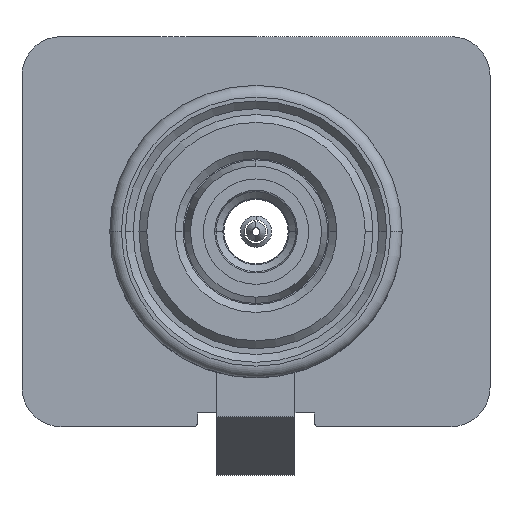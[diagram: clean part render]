
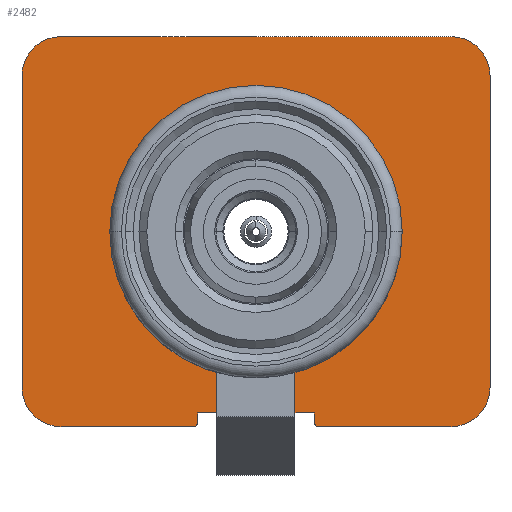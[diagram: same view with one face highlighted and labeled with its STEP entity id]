
A CAD part, left-side view. The second image highlights one B-rep face of the part: STEP entity #2482.
In plain terms, the highlighted planar face has unit normal (-1, 0, 0).
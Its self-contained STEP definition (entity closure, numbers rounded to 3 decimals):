
#1327=CARTESIAN_POINT('',(-5.,0.,0.));
#1328=DIRECTION('',(1.,0.,0.));
#1329=DIRECTION('',(0.,-1.,0.));
#1330=AXIS2_PLACEMENT_3D('',#1327,#1328,#1329);
#1345=CARTESIAN_POINT('',(-5.,0.,0.));
#1346=DIRECTION('',(1.,0.,0.));
#1347=DIRECTION('',(0.,0.267,-0.964));
#1348=AXIS2_PLACEMENT_3D('',#1345,#1346,#1347);
#1400=DIRECTION('',(0.,0.,-1.));
#1401=VECTOR('',#1400,1.036);
#1402=CARTESIAN_POINT('',(-5.,1.,-3.614));
#1403=LINE('',#1402,#1401);
#1416=DIRECTION('',(0.,0.,-1.));
#1417=VECTOR('',#1416,1.036);
#1418=CARTESIAN_POINT('',(-5.,-1.,-3.614));
#1419=LINE('',#1418,#1417);
#1542=DIRECTION('',(0.,1.,0.));
#1543=VECTOR('',#1542,0.5);
#1544=CARTESIAN_POINT('',(-5.,1.,-4.65));
#1545=LINE('',#1544,#1543);
#1546=DIRECTION('',(0.,0.,-1.));
#1547=VECTOR('',#1546,0.25);
#1548=CARTESIAN_POINT('',(-5.,1.5,-4.65));
#1549=LINE('',#1548,#1547);
#1550=CARTESIAN_POINT('',(-5.,1.6,-4.9));
#1551=DIRECTION('',(1.,0.,0.));
#1552=DIRECTION('',(0.,-1.,0.));
#1553=AXIS2_PLACEMENT_3D('',#1550,#1551,#1552);
#1555=DIRECTION('',(0.,1.,0.));
#1556=VECTOR('',#1555,3.4);
#1557=CARTESIAN_POINT('',(-5.,1.6,-5.));
#1558=LINE('',#1557,#1556);
#1559=CARTESIAN_POINT('',(-5.,5.,-4.));
#1560=DIRECTION('',(1.,0.,0.));
#1561=DIRECTION('',(0.,0.,-1.));
#1562=AXIS2_PLACEMENT_3D('',#1559,#1560,#1561);
#1564=DIRECTION('',(0.,0.,1.));
#1565=VECTOR('',#1564,8.);
#1566=CARTESIAN_POINT('',(-5.,6.,-4.));
#1567=LINE('',#1566,#1565);
#1568=CARTESIAN_POINT('',(-5.,5.,4.));
#1569=DIRECTION('',(1.,0.,0.));
#1570=DIRECTION('',(0.,1.,0.));
#1571=AXIS2_PLACEMENT_3D('',#1568,#1569,#1570);
#1573=DIRECTION('',(0.,-1.,0.));
#1574=VECTOR('',#1573,10.);
#1575=CARTESIAN_POINT('',(-5.,5.,5.));
#1576=LINE('',#1575,#1574);
#1577=CARTESIAN_POINT('',(-5.,-5.,4.));
#1578=DIRECTION('',(1.,0.,0.));
#1579=DIRECTION('',(0.,0.,1.));
#1580=AXIS2_PLACEMENT_3D('',#1577,#1578,#1579);
#1582=DIRECTION('',(0.,0.,-1.));
#1583=VECTOR('',#1582,8.);
#1584=CARTESIAN_POINT('',(-5.,-6.,4.));
#1585=LINE('',#1584,#1583);
#1586=CARTESIAN_POINT('',(-5.,-5.,-4.));
#1587=DIRECTION('',(1.,0.,0.));
#1588=DIRECTION('',(0.,-1.,0.));
#1589=AXIS2_PLACEMENT_3D('',#1586,#1587,#1588);
#1591=DIRECTION('',(0.,1.,0.));
#1592=VECTOR('',#1591,3.4);
#1593=CARTESIAN_POINT('',(-5.,-5.,-5.));
#1594=LINE('',#1593,#1592);
#1595=CARTESIAN_POINT('',(-5.,-1.6,-4.9));
#1596=DIRECTION('',(1.,0.,0.));
#1597=DIRECTION('',(0.,0.,-1.));
#1598=AXIS2_PLACEMENT_3D('',#1595,#1596,#1597);
#1600=DIRECTION('',(0.,0.,1.));
#1601=VECTOR('',#1600,0.25);
#1602=CARTESIAN_POINT('',(-5.,-1.5,-4.9));
#1603=LINE('',#1602,#1601);
#1604=DIRECTION('',(0.,1.,0.));
#1605=VECTOR('',#1604,0.5);
#1606=CARTESIAN_POINT('',(-5.,-1.5,-4.65));
#1607=LINE('',#1606,#1605);
#1656=CARTESIAN_POINT('',(-5.,0.,0.));
#1657=DIRECTION('',(1.,0.,0.));
#1658=DIRECTION('',(0.,1.,0.));
#1659=AXIS2_PLACEMENT_3D('',#1656,#1657,#1658);
#1948=CARTESIAN_POINT('',(-5.,5.,-5.));
#1949=CARTESIAN_POINT('',(-5.,6.,-4.));
#1950=VERTEX_POINT('',#1948);
#1951=VERTEX_POINT('',#1949);
#1952=CARTESIAN_POINT('',(-5.,6.,4.));
#1953=VERTEX_POINT('',#1952);
#1954=CARTESIAN_POINT('',(-5.,5.,5.));
#1955=VERTEX_POINT('',#1954);
#1956=CARTESIAN_POINT('',(-5.,-5.,5.));
#1957=VERTEX_POINT('',#1956);
#1958=CARTESIAN_POINT('',(-5.,-6.,4.));
#1959=VERTEX_POINT('',#1958);
#1960=CARTESIAN_POINT('',(-5.,-6.,-4.));
#1961=VERTEX_POINT('',#1960);
#1962=CARTESIAN_POINT('',(-5.,-5.,-5.));
#1963=VERTEX_POINT('',#1962);
#1964=CARTESIAN_POINT('',(-5.,-1.6,-5.));
#1965=VERTEX_POINT('',#1964);
#1966=CARTESIAN_POINT('',(-5.,-1.5,-4.9));
#1967=VERTEX_POINT('',#1966);
#1968=CARTESIAN_POINT('',(-5.,-1.5,-4.65));
#1969=VERTEX_POINT('',#1968);
#1970=CARTESIAN_POINT('',(-5.,1.5,-4.65));
#1971=CARTESIAN_POINT('',(-5.,1.5,-4.9));
#1972=VERTEX_POINT('',#1970);
#1973=VERTEX_POINT('',#1971);
#1974=CARTESIAN_POINT('',(-5.,1.6,-5.));
#1975=VERTEX_POINT('',#1974);
#1976=CARTESIAN_POINT('',(-5.,3.75,0.));
#1977=CARTESIAN_POINT('',(-5.,-3.75,0.));
#1978=VERTEX_POINT('',#1976);
#1979=VERTEX_POINT('',#1977);
#1980=CARTESIAN_POINT('',(-5.,-1.,-3.614));
#1981=VERTEX_POINT('',#1980);
#1982=CARTESIAN_POINT('',(-5.,1.,-3.614));
#1983=VERTEX_POINT('',#1982);
#1984=CARTESIAN_POINT('',(-5.,1.,-4.65));
#1985=VERTEX_POINT('',#1984);
#1986=CARTESIAN_POINT('',(-5.,-1.,-4.65));
#1987=VERTEX_POINT('',#1986);
#2441=CARTESIAN_POINT('',(-5.,0.,0.));
#2442=DIRECTION('',(1.,0.,0.));
#2443=DIRECTION('',(0.,-1.,0.));
#2444=AXIS2_PLACEMENT_3D('',#2441,#2442,#2443);
#2445=PLANE('',#2444);
#2447=ORIENTED_EDGE('',*,*,#2446,.F.);
#2448=ORIENTED_EDGE('',*,*,#2262,.F.);
#2449=ORIENTED_EDGE('',*,*,#2314,.T.);
#2450=ORIENTED_EDGE('',*,*,#2349,.T.);
#2452=ORIENTED_EDGE('',*,*,#2451,.T.);
#2454=ORIENTED_EDGE('',*,*,#2453,.T.);
#2456=ORIENTED_EDGE('',*,*,#2455,.T.);
#2458=ORIENTED_EDGE('',*,*,#2457,.T.);
#2460=ORIENTED_EDGE('',*,*,#2459,.T.);
#2462=ORIENTED_EDGE('',*,*,#2461,.T.);
#2464=ORIENTED_EDGE('',*,*,#2463,.T.);
#2466=ORIENTED_EDGE('',*,*,#2465,.T.);
#2468=ORIENTED_EDGE('',*,*,#2467,.T.);
#2470=ORIENTED_EDGE('',*,*,#2469,.T.);
#2472=ORIENTED_EDGE('',*,*,#2471,.T.);
#2474=ORIENTED_EDGE('',*,*,#2473,.T.);
#2476=ORIENTED_EDGE('',*,*,#2475,.T.);
#2477=ORIENTED_EDGE('',*,*,#2355,.T.);
#2478=ORIENTED_EDGE('',*,*,#2335,.F.);
#2479=ORIENTED_EDGE('',*,*,#2254,.F.);
#2480=EDGE_LOOP('',(#2447,#2448,#2449,#2450,#2452,#2454,#2456,#2458,#2460,#2462,
#2464,#2466,#2468,#2470,#2472,#2474,#2476,#2477,#2478,#2479));
#2481=FACE_OUTER_BOUND('',#2480,.F.);
#1331=CIRCLE('',#1330,3.75);
#1349=CIRCLE('',#1348,3.75);
#1554=CIRCLE('',#1553,0.1);
#1563=CIRCLE('',#1562,1.);
#1572=CIRCLE('',#1571,1.);
#1581=CIRCLE('',#1580,1.);
#1590=CIRCLE('',#1589,1.);
#1599=CIRCLE('',#1598,0.1);
#1660=CIRCLE('',#1659,3.75);
#2254=EDGE_CURVE('',#1979,#1981,#1331,.T.);
#2262=EDGE_CURVE('',#1983,#1978,#1349,.T.);
#2314=EDGE_CURVE('',#1983,#1985,#1403,.T.);
#2335=EDGE_CURVE('',#1981,#1987,#1419,.T.);
#2349=EDGE_CURVE('',#1985,#1972,#1545,.T.);
#2355=EDGE_CURVE('',#1969,#1987,#1607,.T.);
#2446=EDGE_CURVE('',#1978,#1979,#1660,.T.);
#2451=EDGE_CURVE('',#1972,#1973,#1549,.T.);
#2453=EDGE_CURVE('',#1973,#1975,#1554,.T.);
#2455=EDGE_CURVE('',#1975,#1950,#1558,.T.);
#2457=EDGE_CURVE('',#1950,#1951,#1563,.T.);
#2459=EDGE_CURVE('',#1951,#1953,#1567,.T.);
#2461=EDGE_CURVE('',#1953,#1955,#1572,.T.);
#2463=EDGE_CURVE('',#1955,#1957,#1576,.T.);
#2465=EDGE_CURVE('',#1957,#1959,#1581,.T.);
#2467=EDGE_CURVE('',#1959,#1961,#1585,.T.);
#2469=EDGE_CURVE('',#1961,#1963,#1590,.T.);
#2471=EDGE_CURVE('',#1963,#1965,#1594,.T.);
#2473=EDGE_CURVE('',#1965,#1967,#1599,.T.);
#2475=EDGE_CURVE('',#1967,#1969,#1603,.T.);
#2482=ADVANCED_FACE('',(#2481),#2445,.F.);
